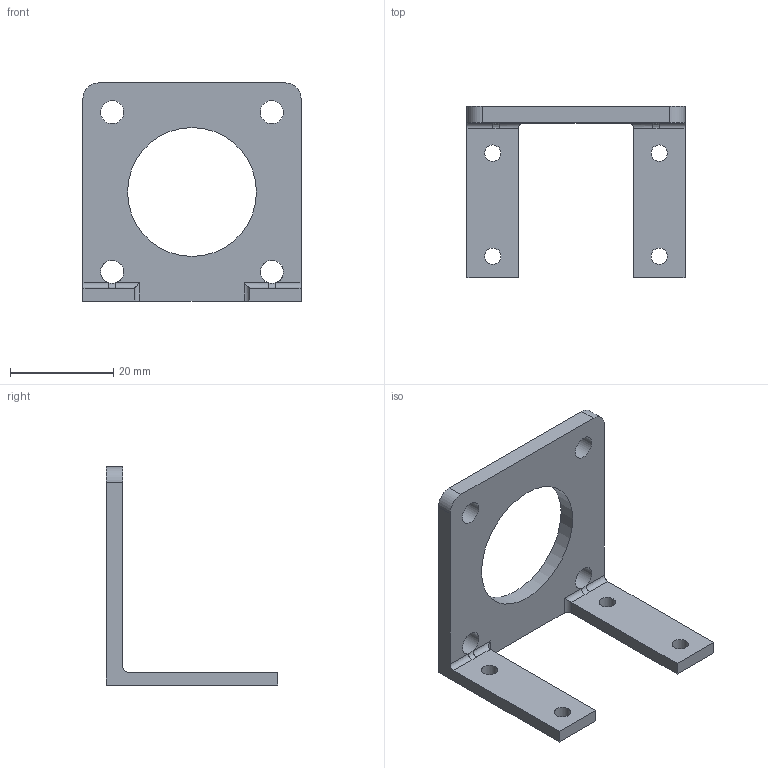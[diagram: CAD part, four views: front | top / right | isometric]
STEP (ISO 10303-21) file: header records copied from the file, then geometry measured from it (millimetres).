
FILE_DESCRIPTION(/* description */ (''),/* implementation_level */ '2;1');
FILE_NAME(/* name */ 'motor holder.stp',/* time_stamp */ '2018-03-29T18:00:09-04:00',/* author */ (''),/* organization */ (''),/* preprocessor_version */ 'ST-DEVELOPER v16',/* originating_system */ 'SIEMENS PLM Software NX 11.0',/* authorisation */ '');
FILE_SCHEMA (('AUTOMOTIVE_DESIGN { 1 0 10303 214 3 1 1 1 }'));
Length unit declared in the file: millimetre
Products named in the file (1): motor holder
Bounding box: 42.3 x 33.17 x 42.3 mm (x, y, z)
Volume: 5334.6 mm3; surface area: 4946.6 mm2
Topology: 1 solids, 1 shells, 31 faces, 88 edges, 57 vertices
Faces by surface type: cylinder 17, plane 12, bspline 2
Full cylindrical faces by diameter (mm): 3.175 x4, 4.5 x4, 25 x1
Entity records: 1026 total; most frequent: CARTESIAN_POINT 196, DIRECTION 168, ORIENTED_EDGE 152, EDGE_CURVE 76, AXIS2_PLACEMENT_3D 64, EDGE_LOOP 56, VERTEX_POINT 54, LINE 40
